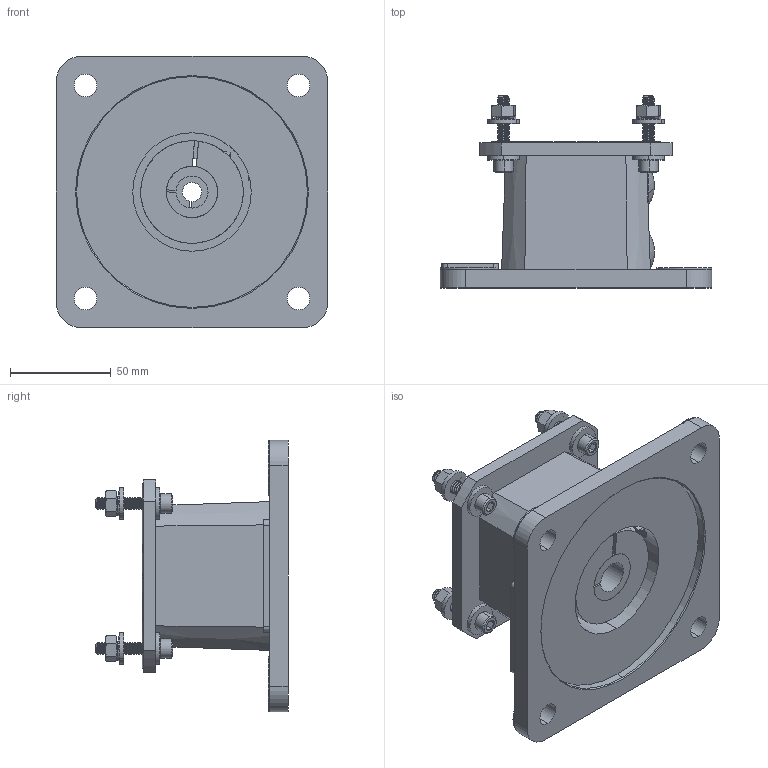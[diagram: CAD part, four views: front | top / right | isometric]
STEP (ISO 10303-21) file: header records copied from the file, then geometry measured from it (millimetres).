
FILE_DESCRIPTION (( 'STEP AP203' ), '1' );
FILE_NAME ('09914-002.STEP', '2019-05-03T17:35:20', ( '' ), ( '' ), 'SwSTEP 2.0', 'SolidWorks 2017', '' );
FILE_SCHEMA (( 'CONFIG_CONTROL_DESIGN' ));
Length unit declared in the file: inch
Products named in the file (15): 330cx-.25-20 x 1.25_91251A544; 32028-001; ms15795-810_98023A029; coupling; an935c-.25_95160A210; glass insert; an340c-.25_95505A601; socket head cap screw_ai_HX-SHCS 0.19-24x0.375x0.375-N; 09914-002; glass insert 375; 39089-TAB; 38297-002; 38296-002; 32010-TAB_32010-043; 32010-TAB_32010-141
Assembly tree (32 placements, depth 3):
  09914-002
    38296-002
    32010-TAB_32010-141
    32028-001  x2
    39089-TAB
      coupling
      glass insert
      socket head cap screw_ai_HX-SHCS 0.19-24x0.375x0.375-N  x2
      glass insert 375
    38297-002
    32010-TAB_32010-043
    330cx-.25-20 x 1.25_91251A544  x4
    ms15795-810_98023A029  x8
    an935c-.25_95160A210  x4
    an340c-.25_95505A601  x4
Bounding box: 134.62 x 95.25 x 134.62 mm (x, y, z)
Volume: 351278.3 mm3; surface area: 145649.9 mm2
Topology: 31 solids, 31 shells, 1129 faces, 2890 edges, 1846 vertices
Faces by surface type: cylinder 653, plane 237, cone 170, bspline 53, torus 12, sphere 4
Entity records: 23884 total; most frequent: CARTESIAN_POINT 9900, ORIENTED_EDGE 2642, DIRECTION 2339, EDGE_CURVE 1321, AXIS2_PLACEMENT_3D 887, VERTEX_POINT 846, EDGE_LOOP 597, VECTOR 565
